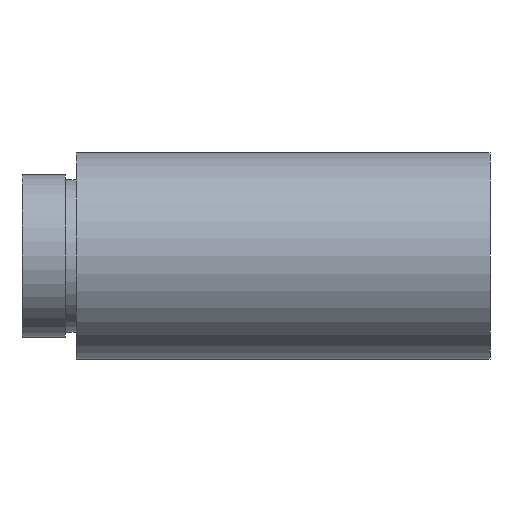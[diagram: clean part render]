
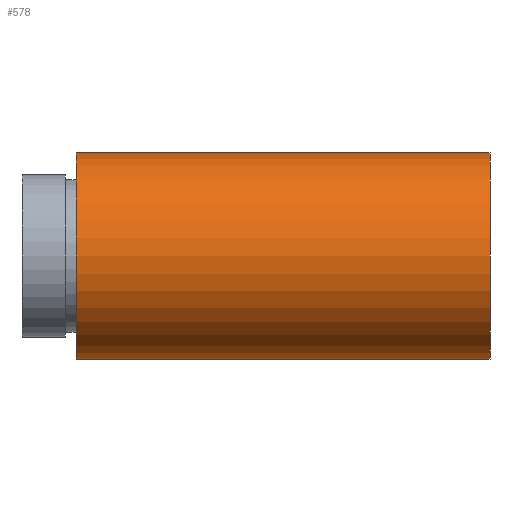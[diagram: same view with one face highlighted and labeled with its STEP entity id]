
A CAD part, left-side view. The second image highlights one B-rep face of the part: STEP entity #578.
In plain terms, the highlighted cylindrical face has radius 9.525 mm (diameter 19.05 mm), a partial arc.
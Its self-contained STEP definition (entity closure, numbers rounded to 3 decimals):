
#23 = EDGE_CURVE ( 'NONE', #203, #717, #57, .T. ) ;
#25 = ORIENTED_EDGE ( 'NONE', *, *, #401, .F. ) ;
#29 = CARTESIAN_POINT ( 'NONE',  ( 0., 0., 9.525 ) ) ;
#36 = CARTESIAN_POINT ( 'NONE',  ( 0., 0., 0. ) ) ;
#37 = DIRECTION ( 'NONE',  ( 0., 0., 1. ) ) ;
#57 = CIRCLE ( 'NONE', #771, 9.525 ) ;
#62 = CARTESIAN_POINT ( 'NONE',  ( 0., 161.376, 9.525 ) ) ;
#65 = LINE ( 'NONE', #91, #721 ) ;
#84 = CARTESIAN_POINT ( 'NONE',  ( 0., 38.1, 0. ) ) ;
#85 = ORIENTED_EDGE ( 'NONE', *, *, #23, .F. ) ;
#91 = CARTESIAN_POINT ( 'NONE',  ( 0., 161.376, -9.525 ) ) ;
#104 = DIRECTION ( 'NONE',  ( 0., 0., 1. ) ) ;
#125 = CARTESIAN_POINT ( 'NONE',  ( 0., 38.1, 9.525 ) ) ;
#149 = AXIS2_PLACEMENT_3D ( 'NONE', #169, #800, #37 ) ;
#169 = CARTESIAN_POINT ( 'NONE',  ( 0., 161.376, 0. ) ) ;
#188 = FACE_OUTER_BOUND ( 'NONE', #333, .T. ) ;
#203 = VERTEX_POINT ( 'NONE', #624 ) ;
#207 = CIRCLE ( 'NONE', #265, 9.525 ) ;
#236 = VERTEX_POINT ( 'NONE', #626 ) ;
#265 = AXIS2_PLACEMENT_3D ( 'NONE', #36, #492, #104 ) ;
#273 = DIRECTION ( 'NONE',  ( 0., 1., 0. ) ) ;
#278 = DIRECTION ( 'NONE',  ( 0., 0., 1. ) ) ;
#282 = EDGE_CURVE ( 'NONE', #236, #607, #207, .T. ) ;
#329 = DIRECTION ( 'NONE',  ( 0., 1., 0. ) ) ;
#332 = ORIENTED_EDGE ( 'NONE', *, *, #282, .T. ) ;
#333 = EDGE_LOOP ( 'NONE', ( #25, #332, #569, #85 ) ) ;
#379 = LINE ( 'NONE', #62, #441 ) ;
#401 = EDGE_CURVE ( 'NONE', #236, #203, #65, .T. ) ;
#441 = VECTOR ( 'NONE', #329, 1000. ) ;
#492 = DIRECTION ( 'NONE',  ( 0., 1., 0. ) ) ;
#569 = ORIENTED_EDGE ( 'NONE', *, *, #754, .T. ) ;
#578 = ADVANCED_FACE ( 'NONE', ( #188 ), #672, .T. ) ;
#607 = VERTEX_POINT ( 'NONE', #29 ) ;
#624 = CARTESIAN_POINT ( 'NONE',  ( 0., 38.1, -9.525 ) ) ;
#626 = CARTESIAN_POINT ( 'NONE',  ( 0., 0., -9.525 ) ) ;
#672 = CYLINDRICAL_SURFACE ( 'NONE', #149, 9.525 ) ;
#674 = DIRECTION ( 'NONE',  ( 0., 1., 0. ) ) ;
#717 = VERTEX_POINT ( 'NONE', #125 ) ;
#721 = VECTOR ( 'NONE', #674, 1000. ) ;
#754 = EDGE_CURVE ( 'NONE', #607, #717, #379, .T. ) ;
#771 = AXIS2_PLACEMENT_3D ( 'NONE', #84, #273, #278 ) ;
#800 = DIRECTION ( 'NONE',  ( 0., 1., 0. ) ) ;
